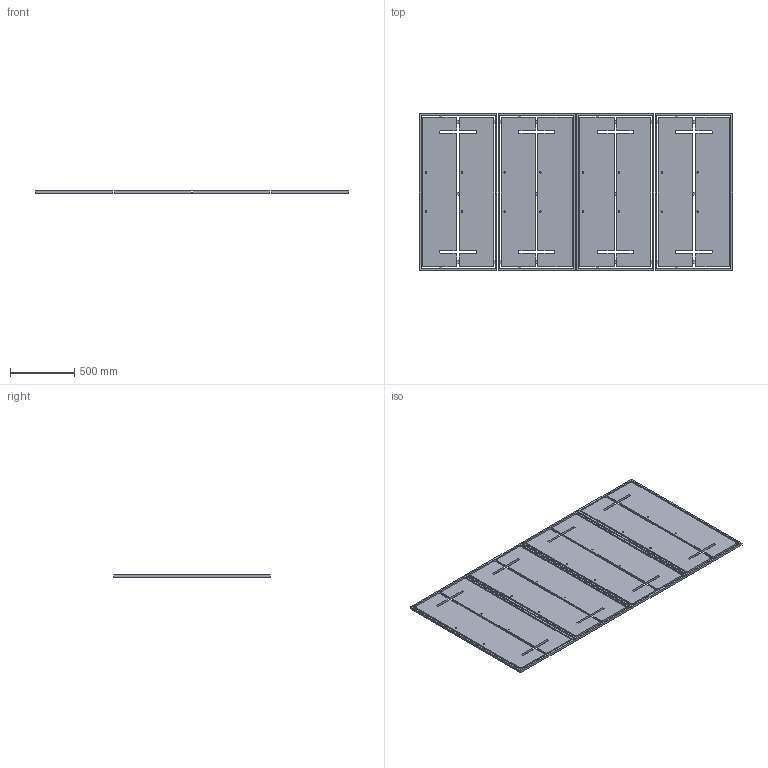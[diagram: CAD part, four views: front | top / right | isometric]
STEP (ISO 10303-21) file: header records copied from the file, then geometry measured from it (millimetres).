
FILE_DESCRIPTION(/* description */ (''),/* implementation_level */ '2;1');
FILE_NAME(/* name */ 'GROSQU~1',/* time_stamp */ '2015-03-04T14:35:10-07:00',/* author */ (''),/* organization */ (''),/* preprocessor_version */ 'ST-DEVELOPER v15',/* originating_system */ '',/* authorisation */ '');
FILE_SCHEMA (('AUTOMOTIVE_DESIGN'));
Length unit declared in the file: inch
Products named in the file (1): Document
Bounding box: 2438.4 x 1219.2 x 18.75 mm (x, y, z)
Volume: 49425686.6 mm3; surface area: 6362057.1 mm2
Topology: 48 solids, 48 shells, 496 faces, 1205 edges, 805 vertices
Faces by surface type: plane 272, bspline 224
Entity records: 13445 total; most frequent: CARTESIAN_POINT 5548, ORIENTED_EDGE 2400, EDGE_CURVE 1200, VERTEX_POINT 800, EDGE_LOOP 536, B_SPLINE_CURVE_WITH_KNOTS 533, ADVANCED_FACE 496, FACE_OUTER_BOUND 496
